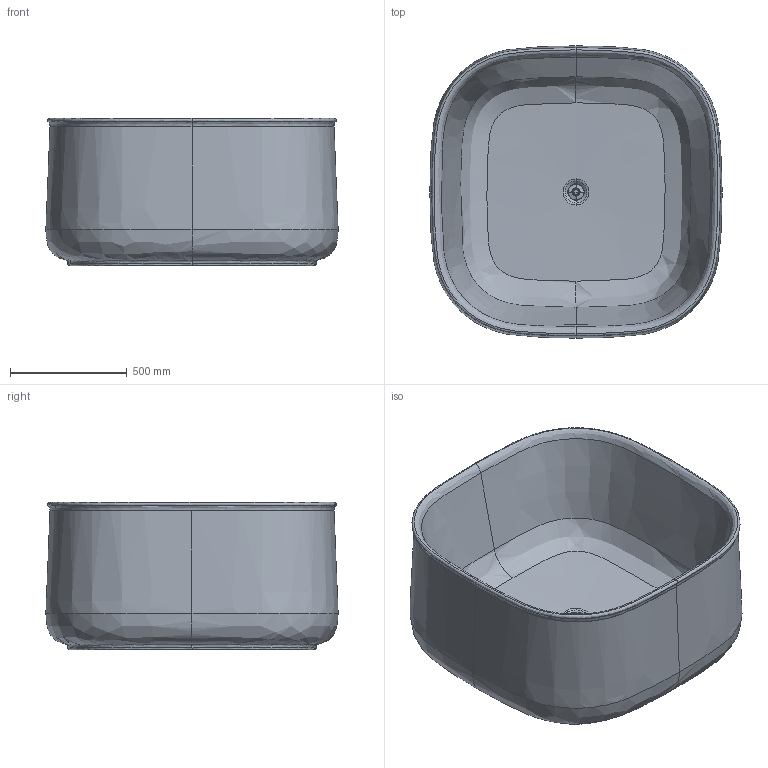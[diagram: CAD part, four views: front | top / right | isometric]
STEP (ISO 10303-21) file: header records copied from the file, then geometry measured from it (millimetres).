
FILE_DESCRIPTION(/* description */ (''),/* implementation_level */ '2;1');
FILE_NAME(/* name */ '700464',/* time_stamp */ '2022-02-09T12:06:58+01:00',/* author */ (''),/* organization */ (''),/* preprocessor_version */ 'ST-DEVELOPER v15',/* originating_system */ '',/* authorisation */ '');
FILE_SCHEMA (('AUTOMOTIVE_DESIGN'));
Length unit declared in the file: millimetre
Products named in the file (1): Document
Bounding box: 1249.72 x 1249.72 x 630 mm (x, y, z)
Volume: 77220933.9 mm3; surface area: 10959474 mm2
Topology: 4 solids, 4 shells, 299 faces, 718 edges, 425 vertices
Faces by surface type: bspline 265, plane 34
Entity records: 103394 total; most frequent: CARTESIAN_POINT 99184, ORIENTED_EDGE 1428, EDGE_CURVE 714, B_SPLINE_CURVE_WITH_KNOTS 462, VERTEX_POINT 425, EDGE_LOOP 315, ADVANCED_FACE 299, FACE_OUTER_BOUND 299
